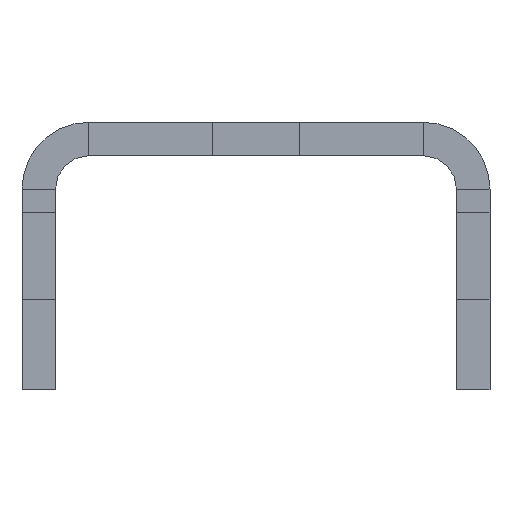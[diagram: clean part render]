
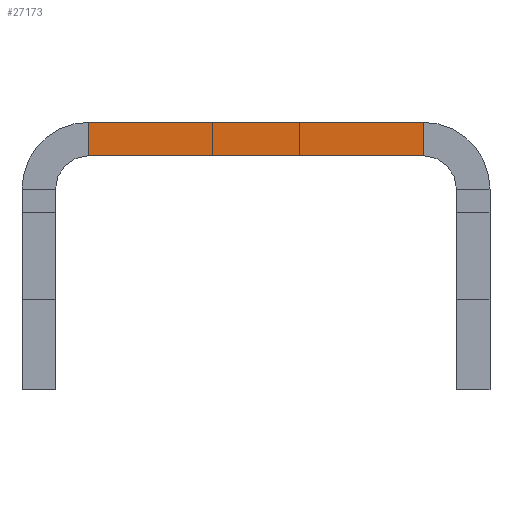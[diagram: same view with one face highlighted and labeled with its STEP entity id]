
A CAD part, front view. The second image highlights one B-rep face of the part: STEP entity #27173.
In plain terms, the highlighted planar face has unit normal (0, -1, 0).
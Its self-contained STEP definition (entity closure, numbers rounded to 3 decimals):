
#4343=DIRECTION('',(0.,0.,-1.));
#4344=VECTOR('',#4343,5.);
#4345=CARTESIAN_POINT('',(25.,-3000.,20.));
#4346=LINE('',#4345,#4344);
#4347=DIRECTION('',(1.,0.,0.));
#4348=VECTOR('',#4347,50.);
#4349=CARTESIAN_POINT('',(-25.,-3000.,15.));
#4350=LINE('',#4349,#4348);
#4351=DIRECTION('',(1.,0.,0.));
#4352=VECTOR('',#4351,50.);
#4353=CARTESIAN_POINT('',(-25.,-3000.,20.));
#4354=LINE('',#4353,#4352);
#6605=DIRECTION('',(0.,0.,-1.));
#6606=VECTOR('',#6605,5.);
#6607=CARTESIAN_POINT('',(-25.,-3000.,20.));
#6608=LINE('',#6607,#6606);
#18922=CARTESIAN_POINT('',(25.,-3000.,20.));
#18924=VERTEX_POINT('',#18922);
#18934=CARTESIAN_POINT('',(-25.,-3000.,20.));
#18936=VERTEX_POINT('',#18934);
#18938=CARTESIAN_POINT('',(25.,-3000.,15.));
#18940=VERTEX_POINT('',#18938);
#18950=CARTESIAN_POINT('',(-25.,-3000.,15.));
#18952=VERTEX_POINT('',#18950);
#27159=CARTESIAN_POINT('',(0.,-3000.,17.5));
#27160=DIRECTION('',(0.,-1.,0.));
#27161=DIRECTION('',(1.,0.,0.));
#27162=AXIS2_PLACEMENT_3D('',#27159,#27160,#27161);
#27163=PLANE('',#27162);
#27165=ORIENTED_EDGE('',*,*,#27164,.T.);
#27167=ORIENTED_EDGE('',*,*,#27166,.F.);
#27169=ORIENTED_EDGE('',*,*,#27168,.F.);
#27170=ORIENTED_EDGE('',*,*,#25950,.T.);
#27171=EDGE_LOOP('',(#27165,#27167,#27169,#27170));
#27172=FACE_OUTER_BOUND('',#27171,.F.);
#27173=ADVANCED_FACE('',(#27172),#27163,.T.);
#25950=EDGE_CURVE('',#18936,#18924,#4354,.T.);
#27164=EDGE_CURVE('',#18924,#18940,#4346,.T.);
#27166=EDGE_CURVE('',#18952,#18940,#4350,.T.);
#27168=EDGE_CURVE('',#18936,#18952,#6608,.T.);
